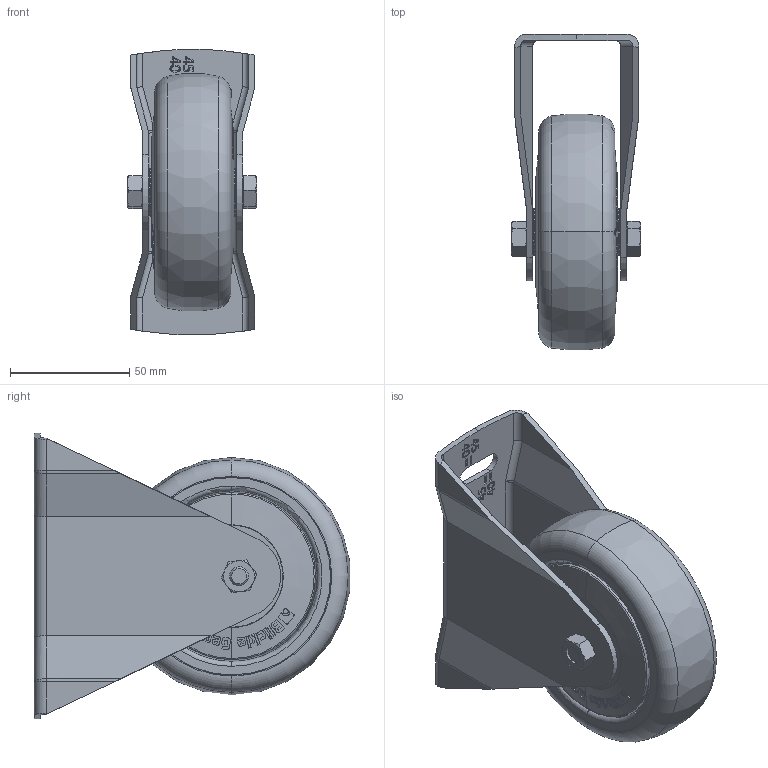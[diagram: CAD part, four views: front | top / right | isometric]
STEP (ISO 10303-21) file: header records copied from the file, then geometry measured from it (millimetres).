
FILE_DESCRIPTION (( 'STEP AP214' ), '1' );
FILE_NAME ('Accessories for aluminium profiles098F100U4045NESD.step', '2016-10-19T17:34:29', ( '' ), ( '' ), 'SwSTEP 2.0', 'SolidWorks 2016', '' );
FILE_SCHEMA (( 'AUTOMOTIVE_DESIGN' ));
Length unit declared in the file: millimetre
Products named in the file (5): PATH_101_8K-ELS-FK-845660_214_selction no pls; 098F4045R u.Tab_098F1004045; 4DIN934M08M; 4DIN931M08048MS01; Accessories for aluminium profiles098F100U4045NESD
Assembly tree (4 placements, depth 2):
  Accessories for aluminium profiles098F100U4045NESD
    4DIN931M08048MS01
    4DIN934M08M
    098F4045R u.Tab_098F1004045
    PATH_101_8K-ELS-FK-845660_214_selction no pls
Bounding box: 54.2 x 132.49 x 119.82 mm (x, y, z)
Volume: 225227.4 mm3; surface area: 92616.1 mm2
Topology: 4 solids, 4 shells, 1546 faces, 4211 edges, 2762 vertices
Faces by surface type: plane 728, bspline 526, cone 143, cylinder 97, torus 48, sphere 4
Entity records: 89886 total; most frequent: CARTESIAN_POINT 41936, ORIENTED_EDGE 8406, DIRECTION 4713, EDGE_CURVE 4203, VERTEX_POINT 2762, B_SPLINE_CURVE_WITH_KNOTS 1904, LINE 1883, VECTOR 1883
